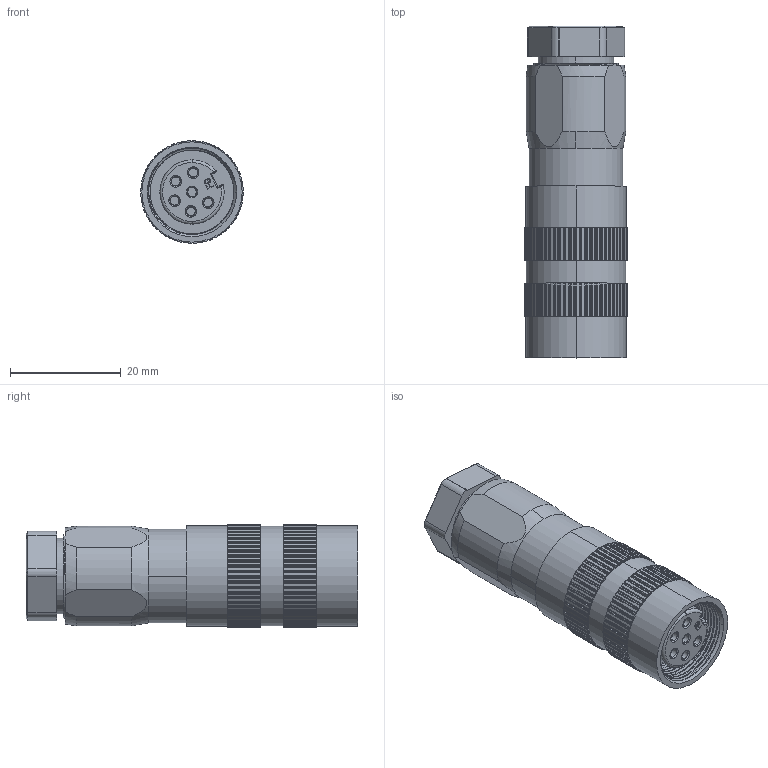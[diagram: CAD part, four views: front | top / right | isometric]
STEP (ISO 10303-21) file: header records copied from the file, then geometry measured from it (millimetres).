
FILE_DESCRIPTION (( 'STEP AP203' ), '1' );
FILE_NAME ('P298-PG9.STEP', '2020-04-01T03:27:49', ( 'edpusr' ), ( 'Microsoft' ), 'SwSTEP 2.0', 'SolidWorks 2015', '' );
FILE_SCHEMA (( 'CONFIG_CONTROL_DESIGN' ));
Length unit declared in the file: millimetre
Products named in the file (1): P298-PG9
Bounding box: 18.5 x 59.86 x 18.5 mm (x, y, z)
Volume: 13087.1 mm3; surface area: 6531.3 mm2
Topology: 1 solids, 2 shells, 1051 faces, 2982 edges, 1975 vertices
Faces by surface type: cylinder 638, plane 343, cone 50, bspline 16, torus 4
Entity records: 37664 total; most frequent: CARTESIAN_POINT 9256, DIRECTION 6263, ORIENTED_EDGE 5964, EDGE_CURVE 2982, AXIS2_PLACEMENT_3D 2349, VERTEX_POINT 1975, LINE 1565, VECTOR 1565
